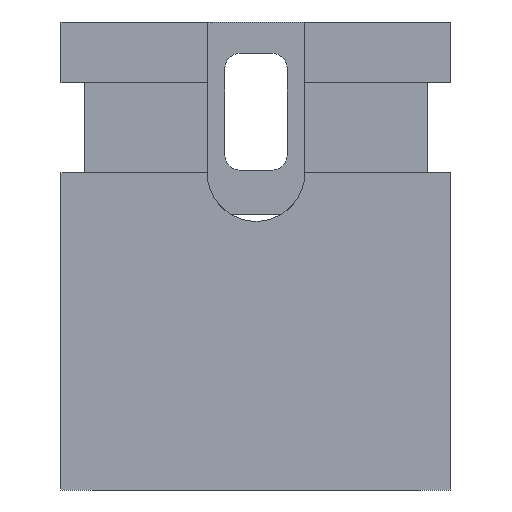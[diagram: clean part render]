
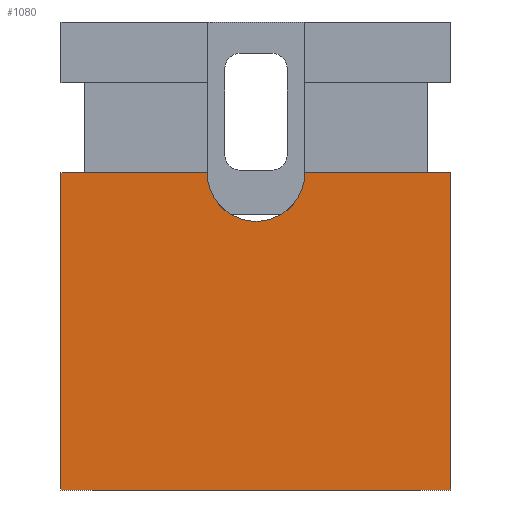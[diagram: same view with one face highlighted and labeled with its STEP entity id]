
A CAD part, front view. The second image highlights one B-rep face of the part: STEP entity #1080.
In plain terms, the highlighted planar face has unit normal (0, -1, 0).
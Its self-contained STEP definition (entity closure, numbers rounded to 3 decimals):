
#20=CIRCLE('',#1117,0.627);
#66=FACE_OUTER_BOUND('',#121,.T.);
#121=EDGE_LOOP('',(#841,#842,#843,#844,#845,#846));
#202=LINE('',#1583,#342);
#205=LINE('',#1588,#345);
#233=LINE('',#1641,#373);
#234=LINE('',#1644,#374);
#235=LINE('',#1645,#375);
#342=VECTOR('',#1274,10.);
#345=VECTOR('',#1279,10.);
#373=VECTOR('',#1329,10.);
#374=VECTOR('',#1332,10.);
#375=VECTOR('',#1333,10.);
#447=VERTEX_POINT('',#1497);
#449=VERTEX_POINT('',#1500);
#480=VERTEX_POINT('',#1582);
#481=VERTEX_POINT('',#1586);
#495=VERTEX_POINT('',#1639);
#496=VERTEX_POINT('',#1643);
#552=EDGE_CURVE('',#449,#447,#20,.T.);
#594=EDGE_CURVE('',#480,#449,#202,.T.);
#597=EDGE_CURVE('',#447,#481,#205,.T.);
#625=EDGE_CURVE('',#495,#481,#233,.T.);
#626=EDGE_CURVE('',#496,#495,#234,.T.);
#627=EDGE_CURVE('',#496,#480,#235,.T.);
#841=ORIENTED_EDGE('',*,*,#552,.T.);
#842=ORIENTED_EDGE('',*,*,#597,.T.);
#843=ORIENTED_EDGE('',*,*,#625,.F.);
#844=ORIENTED_EDGE('',*,*,#626,.F.);
#845=ORIENTED_EDGE('',*,*,#627,.T.);
#846=ORIENTED_EDGE('',*,*,#594,.T.);
#1029=PLANE('',#1146);
#1080=ADVANCED_FACE('',(#66),#1029,.T.);
#1117=AXIS2_PLACEMENT_3D('',#1501,#1206,#1207);
#1146=AXIS2_PLACEMENT_3D('',#1642,#1330,#1331);
#1206=DIRECTION('center_axis',(0.,1.,0.));
#1207=DIRECTION('ref_axis',(-1.,0.,0.));
#1274=DIRECTION('',(-1.,0.,0.));
#1279=DIRECTION('',(-1.,0.,0.));
#1329=DIRECTION('',(0.,0.,1.));
#1330=DIRECTION('center_axis',(0.,-1.,0.));
#1331=DIRECTION('ref_axis',(1.,0.,0.));
#1332=DIRECTION('',(-1.,0.,0.));
#1333=DIRECTION('',(0.,0.,1.));
#1497=CARTESIAN_POINT('',(0.623,-1.25,4.066));
#1500=CARTESIAN_POINT('',(1.877,-1.25,4.066));
#1501=CARTESIAN_POINT('Origin',(1.25,-1.25,4.07));
#1582=CARTESIAN_POINT('',(3.75,-1.25,4.066));
#1583=CARTESIAN_POINT('',(1.25,-1.25,4.066));
#1586=CARTESIAN_POINT('',(-1.25,-1.25,4.066));
#1588=CARTESIAN_POINT('',(1.25,-1.25,4.066));
#1639=CARTESIAN_POINT('',(-1.25,-1.25,0.));
#1641=CARTESIAN_POINT('',(-1.25,-1.25,0.));
#1642=CARTESIAN_POINT('Origin',(-1.25,-1.25,0.));
#1643=CARTESIAN_POINT('',(3.75,-1.25,0.));
#1644=CARTESIAN_POINT('',(3.75,-1.25,0.));
#1645=CARTESIAN_POINT('',(3.75,-1.25,0.));
